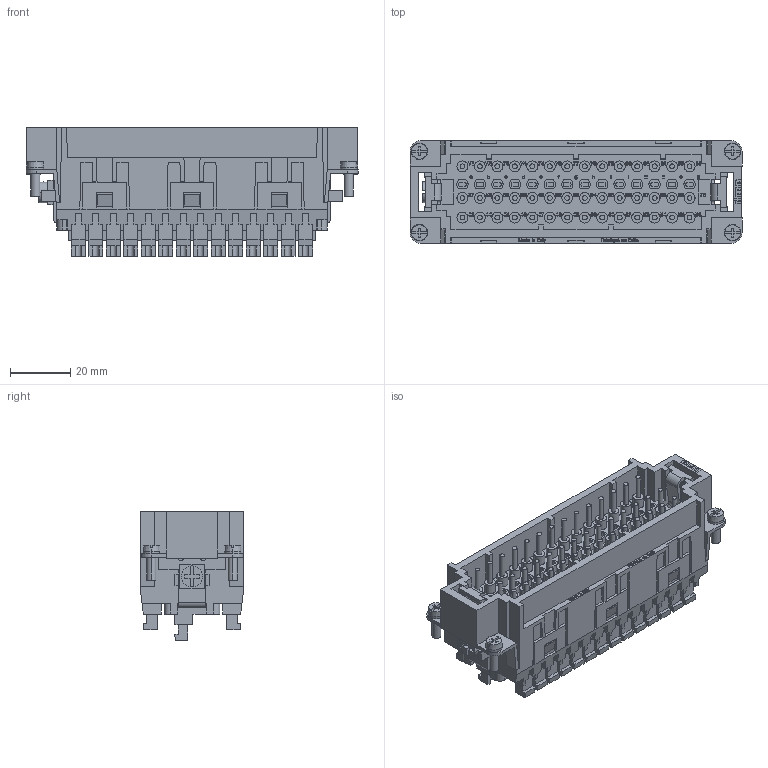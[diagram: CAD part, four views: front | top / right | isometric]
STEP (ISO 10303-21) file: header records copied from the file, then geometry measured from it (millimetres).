
FILE_DESCRIPTION(('Creo Elements/Direct Modeling STEP Export'),'2;1');
FILE_NAME('0lndrr043io4v753172','2016-07-05T16:19:57',(''),(''),'PTC Creo Elements/Direct Modeling STEP processor for AP214 (Solid Model)','PTC Creo Elements/Direct Modeling 19.0B 21-Mar-2015 (C) Parametric Technology GmbH','');
FILE_SCHEMA(('AUTOMOTIVE_DESIGN { 1 0 10303 214 1 1 1 1 }'));
Products named in the file (2): CDSHM_42_N
Assembly tree (1 placements, depth 2):
  CDSHM_42_N
    CDSHM_42_N
Bounding box: 110.2 x 34 x 42.7 mm (x, y, z)
Volume: 77790.5 mm3; surface area: 37019.8 mm2
Topology: 1 solids, 1 shells, 2295 faces, 14491 edges, 12662 vertices
Faces by surface type: plane 1891, cylinder 396, cone 8
Entity records: 160929 total; most frequent: ORIENTED_EDGE 28982, CARTESIAN_POINT 28723, DIRECTION 18197, EDGE_CURVE 14491, VECTOR 13417, LINE 13417, VERTEX_POINT 12662, EDGE_LOOP 2763
